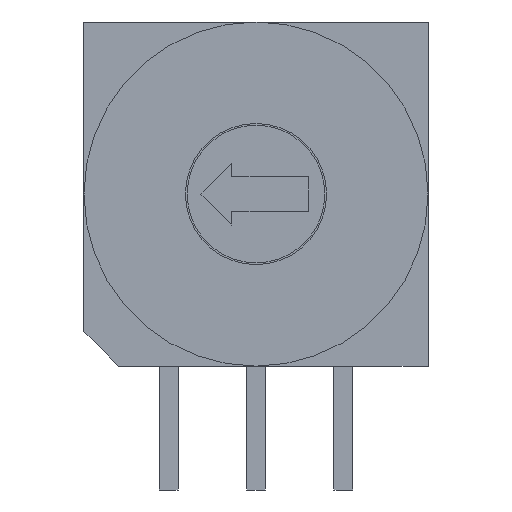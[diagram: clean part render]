
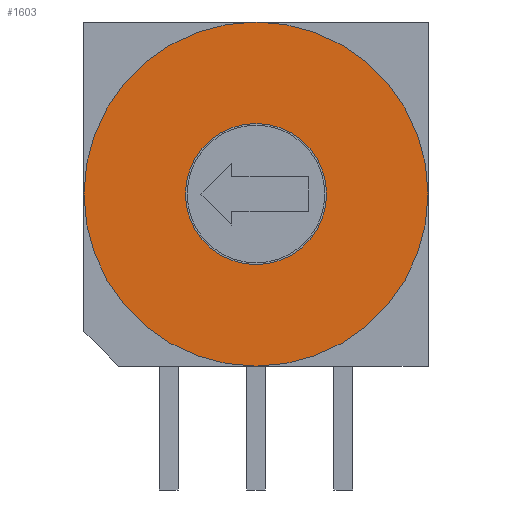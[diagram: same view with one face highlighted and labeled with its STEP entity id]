
A CAD part, left-side view. The second image highlights one B-rep face of the part: STEP entity #1603.
In plain terms, the highlighted planar face has unit normal (-1, 0, 0).
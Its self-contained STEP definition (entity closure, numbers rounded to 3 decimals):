
#17=FACE_BOUND($,#214,.T.);
#21=CIRCLE($,#1722,2.05);
#22=CIRCLE($,#1725,5.);
#112=FACE_OUTER_BOUND($,#213,.T.);
#213=EDGE_LOOP($,(#1117));
#214=EDGE_LOOP($,(#1118));
#691=VERTEX_POINT($,#2385);
#692=VERTEX_POINT($,#2389);
#855=EDGE_CURVE($,#691,#691,#21,.T.);
#856=EDGE_CURVE($,#692,#692,#22,.T.);
#1117=ORIENTED_EDGE($,*,*,#856,.F.);
#1118=ORIENTED_EDGE($,*,*,#855,.T.);
#1523=PLANE($,#1727);
#1603=ADVANCED_FACE($,(#112,#17),#1523,.F.);
#1722=AXIS2_PLACEMENT_3D($,#2386,#1911,#1912);
#1725=AXIS2_PLACEMENT_3D($,#2390,#1917,#1918);
#1727=AXIS2_PLACEMENT_3D($,#2393,#1921,#1922);
#1911=DIRECTION('center_axis',(1.,0.,0.));
#1912=DIRECTION('ref_axis',(0.,0.,1.));
#1917=DIRECTION('center_axis',(1.,0.,0.));
#1918=DIRECTION('ref_axis',(0.,0.,
-1.));
#1921=DIRECTION('center_axis',(1.,0.,0.));
#1922=DIRECTION('ref_axis',(0.,0.,-1.));
#2385=CARTESIAN_POINT('',(-3.25,0.,7.05));
#2386=CARTESIAN_POINT('Origin',(-3.25,0.,5.));
#2389=CARTESIAN_POINT('',(-3.25,0.,0.));
#2390=CARTESIAN_POINT('Origin',(-3.25,0.,5.));
#2393=CARTESIAN_POINT('Origin',(-3.25,0.,5.));
